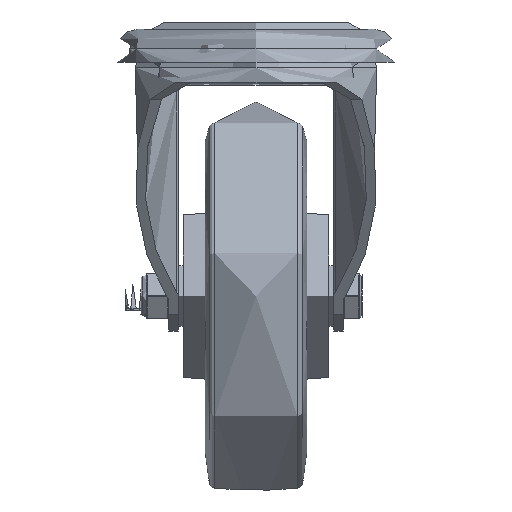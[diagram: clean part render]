
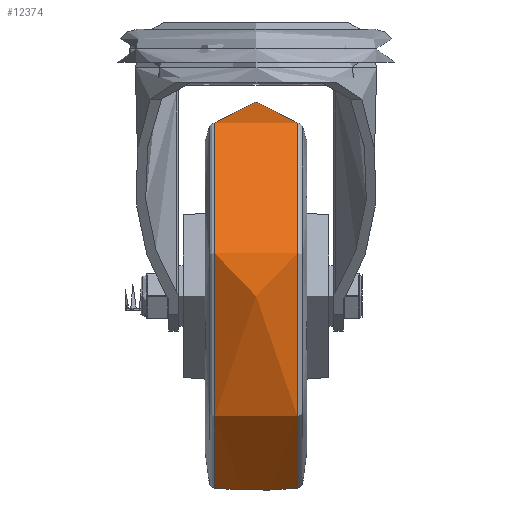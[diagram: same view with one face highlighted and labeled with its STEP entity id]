
A CAD part, left-side view. The second image highlights one B-rep face of the part: STEP entity #12374.
In plain terms, the highlighted free-form (B-spline) face has degree [2, 2] with [3, 9] control points.
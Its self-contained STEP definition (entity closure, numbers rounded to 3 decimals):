
#65=(
BOUNDED_SURFACE()
B_SPLINE_SURFACE(2,2,((#18998,#18999,#19000,#19001,#19002,#19003,#19004,
#19005,#19006),(#19007,#19008,#19009,#19010,#19011,#19012,#19013,#19014,
#19015),(#19016,#19017,#19018,#19019,#19020,#19021,#19022,#19023,#19024)),
 .UNSPECIFIED.,.F.,.T.,.F.)
B_SPLINE_SURFACE_WITH_KNOTS((3,3),(3,2,2,2,3),(-0.094,0.094),
(-3.142,-1.571,0.,1.571,3.142),
 .UNSPECIFIED.)
GEOMETRIC_REPRESENTATION_ITEM()
RATIONAL_B_SPLINE_SURFACE(((1.,0.707,1.,0.707,1.,
0.707,1.,0.707,1.),(0.996,0.704,
0.996,0.704,0.996,0.704,
0.996,0.704,0.996),(1.,0.707,
1.,0.707,1.,0.707,1.,0.707,1.)))
REPRESENTATION_ITEM('')
SURFACE()
);
#3502=FACE_OUTER_BOUND('',#4274,.T.);
#4274=EDGE_LOOP('',(#9293,#9294,#9295,#9296));
#5095=CIRCLE('',#13409,79.199);
#5096=CIRCLE('',#13410,181.);
#5097=CIRCLE('',#13411,79.199);
#5710=VERTEX_POINT('',#19025);
#5711=VERTEX_POINT('',#19027);
#7065=EDGE_CURVE('',#5710,#5710,#5095,.T.);
#7066=EDGE_CURVE('',#5710,#5711,#5096,.T.);
#7067=EDGE_CURVE('',#5711,#5711,#5097,.T.);
#9293=ORIENTED_EDGE('',*,*,#7065,.F.);
#9294=ORIENTED_EDGE('',*,*,#7066,.T.);
#9295=ORIENTED_EDGE('',*,*,#7067,.F.);
#9296=ORIENTED_EDGE('',*,*,#7066,.F.);
#12374=ADVANCED_FACE('',(#3502),#65,.F.);
#13409=AXIS2_PLACEMENT_3D('',#19026,#14963,#14964);
#13410=AXIS2_PLACEMENT_3D('',#19028,#14965,#14966);
#13411=AXIS2_PLACEMENT_3D('',#19029,#14967,#14968);
#14963=DIRECTION('center_axis',(0.,1.,0.));
#14964=DIRECTION('ref_axis',(0.,0.,
-1.));
#14965=DIRECTION('center_axis',(-1.,0.,0.));
#14966=DIRECTION('ref_axis',(0.,0.,
-1.));
#14967=DIRECTION('center_axis',(0.,-1.,0.));
#14968=DIRECTION('ref_axis',(0.,0.,
-1.));
#18998=CARTESIAN_POINT('Ctrl Pts',(0.,-17.014,
-79.199));
#18999=CARTESIAN_POINT('Ctrl Pts',(-79.199,-17.014,
-79.199));
#19000=CARTESIAN_POINT('Ctrl Pts',(-79.199,-17.014,
0.));
#19001=CARTESIAN_POINT('Ctrl Pts',(-79.199,-17.014,
79.199));
#19002=CARTESIAN_POINT('Ctrl Pts',(0.,-17.014,
79.199));
#19003=CARTESIAN_POINT('Ctrl Pts',(79.199,-17.014,79.199));
#19004=CARTESIAN_POINT('Ctrl Pts',(79.199,-17.014,0.));
#19005=CARTESIAN_POINT('Ctrl Pts',(79.199,-17.014,-79.199));
#19006=CARTESIAN_POINT('Ctrl Pts',(0.,-17.014,
-79.199));
#19007=CARTESIAN_POINT('Ctrl Pts',(0.,0.,
-80.805));
#19008=CARTESIAN_POINT('Ctrl Pts',(-80.805,0.,
-80.805));
#19009=CARTESIAN_POINT('Ctrl Pts',(-80.805,0.,
0.));
#19010=CARTESIAN_POINT('Ctrl Pts',(-80.805,0.,
80.805));
#19011=CARTESIAN_POINT('Ctrl Pts',(0.,0.,
80.805));
#19012=CARTESIAN_POINT('Ctrl Pts',(80.805,0.,
80.805));
#19013=CARTESIAN_POINT('Ctrl Pts',(80.805,0.,
0.));
#19014=CARTESIAN_POINT('Ctrl Pts',(80.805,0.,
-80.805));
#19015=CARTESIAN_POINT('Ctrl Pts',(0.,0.,
-80.805));
#19016=CARTESIAN_POINT('Ctrl Pts',(0.,17.014,
-79.199));
#19017=CARTESIAN_POINT('Ctrl Pts',(-79.199,17.014,-79.199));
#19018=CARTESIAN_POINT('Ctrl Pts',(-79.199,17.014,0.));
#19019=CARTESIAN_POINT('Ctrl Pts',(-79.199,17.014,79.199));
#19020=CARTESIAN_POINT('Ctrl Pts',(0.,17.014,
79.199));
#19021=CARTESIAN_POINT('Ctrl Pts',(79.199,17.014,79.199));
#19022=CARTESIAN_POINT('Ctrl Pts',(79.199,17.014,0.));
#19023=CARTESIAN_POINT('Ctrl Pts',(79.199,17.014,-79.199));
#19024=CARTESIAN_POINT('Ctrl Pts',(0.,17.014,
-79.199));
#19025=CARTESIAN_POINT('',(0.,17.014,-79.199));
#19026=CARTESIAN_POINT('Origin',(0.,17.014,
0.));
#19027=CARTESIAN_POINT('',(0.,-17.014,-79.199));
#19028=CARTESIAN_POINT('Origin',(0.,0.,
101.));
#19029=CARTESIAN_POINT('Origin',(0.,-17.014,
0.));
